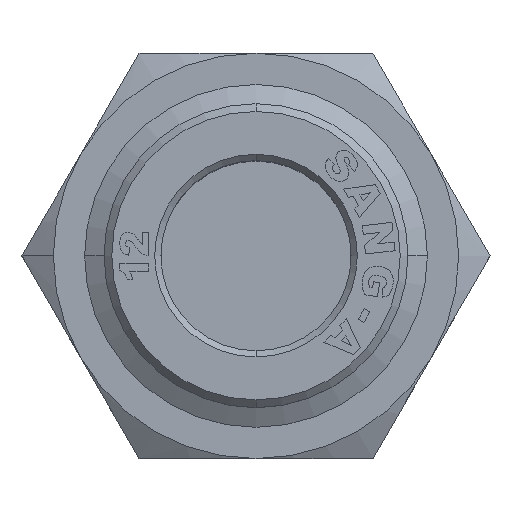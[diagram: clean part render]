
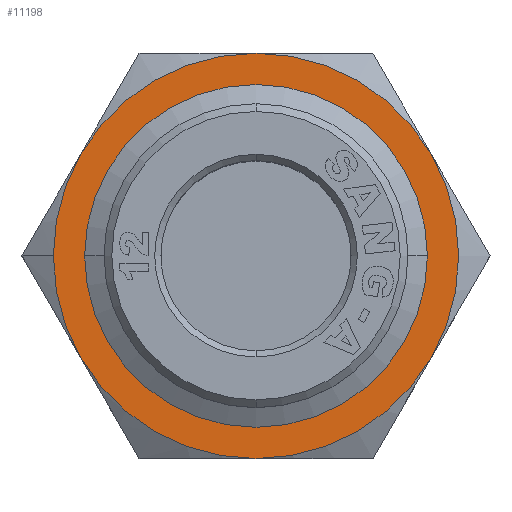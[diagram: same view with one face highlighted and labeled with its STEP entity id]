
A CAD part, top view. The second image highlights one B-rep face of the part: STEP entity #11198.
In plain terms, the highlighted face is planar.
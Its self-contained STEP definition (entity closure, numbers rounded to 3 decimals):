
#40 = ORIENTED_EDGE ( 'NONE', *, *, #10732, .F. ) ;
#49 = EDGE_CURVE ( 'NONE', #10578, #5880, #4801, .T. ) ;
#483 = AXIS2_PLACEMENT_3D ( 'NONE', #7820, #10062, #8998 ) ;
#506 = AXIS2_PLACEMENT_3D ( 'NONE', #12344, #2585, #8038 ) ;
#598 = AXIS2_PLACEMENT_3D ( 'NONE', #12559, #1971, #9429 ) ;
#744 = AXIS2_PLACEMENT_3D ( 'NONE', #10607, #12703, #6295 ) ;
#791 = VERTEX_POINT ( 'NONE', #4652 ) ;
#922 = EDGE_LOOP ( 'NONE', ( #3070, #6549 ) ) ;
#1118 = AXIS2_PLACEMENT_3D ( 'NONE', #3274, #3415, #3457 ) ;
#1176 = ORIENTED_EDGE ( 'NONE', *, *, #13209, .F. ) ;
#1567 = VERTEX_POINT ( 'NONE', #10700 ) ;
#1971 = DIRECTION ( 'NONE',  ( -1., 0., 0. ) ) ;
#1987 = AXIS2_PLACEMENT_3D ( 'NONE', #11383, #13582, #8145 ) ;
#1991 = AXIS2_PLACEMENT_3D ( 'NONE', #4198, #12702, #13805 ) ;
#2387 = AXIS2_PLACEMENT_3D ( 'NONE', #10197, #3775, #7864 ) ;
#2541 = ORIENTED_EDGE ( 'NONE', *, *, #10633, .F. ) ;
#2585 = DIRECTION ( 'NONE',  ( 1., 0., 0. ) ) ;
#2745 = CIRCLE ( 'NONE', #598, 10.993 ) ;
#3009 = CIRCLE ( 'NONE', #506, 13. ) ;
#3070 = ORIENTED_EDGE ( 'NONE', *, *, #7051, .F. ) ;
#3274 = CARTESIAN_POINT ( 'NONE',  ( -17.18, 0., 0. ) ) ;
#3353 = DIRECTION ( 'NONE',  ( 1., 0., 0. ) ) ;
#3415 = DIRECTION ( 'NONE',  ( 1., 0., 0. ) ) ;
#3457 = DIRECTION ( 'NONE',  ( 0., 0., -1. ) ) ;
#3676 = CIRCLE ( 'NONE', #1987, 13. ) ;
#3775 = DIRECTION ( 'NONE',  ( 1., 0., 0. ) ) ;
#3923 = VERTEX_POINT ( 'NONE', #6111 ) ;
#4198 = CARTESIAN_POINT ( 'NONE',  ( -17.18, 0., 0. ) ) ;
#4339 = FACE_OUTER_BOUND ( 'NONE', #9289, .T. ) ;
#4652 = CARTESIAN_POINT ( 'NONE',  ( -17.18, 6.5, 11.258 ) ) ;
#4801 = CIRCLE ( 'NONE', #13930, 13. ) ;
#4968 = DIRECTION ( 'NONE',  ( 0., 0., -1. ) ) ;
#5154 = CARTESIAN_POINT ( 'NONE',  ( -17.18, 0., -13. ) ) ;
#5162 = CARTESIAN_POINT ( 'NONE',  ( -17.18, 0., 0. ) ) ;
#5518 = CARTESIAN_POINT ( 'NONE',  ( -17.18, 0., 10.993 ) ) ;
#5541 = VERTEX_POINT ( 'NONE', #5518 ) ;
#5866 = CIRCLE ( 'NONE', #2387, 13. ) ;
#5880 = VERTEX_POINT ( 'NONE', #9487 ) ;
#6111 = CARTESIAN_POINT ( 'NONE',  ( -17.18, -6.5, 11.258 ) ) ;
#6295 = DIRECTION ( 'NONE',  ( 0., 0., -1. ) ) ;
#6473 = DIRECTION ( 'NONE',  ( 0., 0., -1. ) ) ;
#6549 = ORIENTED_EDGE ( 'NONE', *, *, #12046, .F. ) ;
#6568 = VERTEX_POINT ( 'NONE', #11671 ) ;
#7051 = EDGE_CURVE ( 'NONE', #1567, #5541, #2745, .T. ) ;
#7379 = ORIENTED_EDGE ( 'NONE', *, *, #11731, .F. ) ;
#7442 = CARTESIAN_POINT ( 'NONE',  ( -17.18, -13., 0. ) ) ;
#7820 = CARTESIAN_POINT ( 'NONE',  ( -17.18, 0., 0. ) ) ;
#7864 = DIRECTION ( 'NONE',  ( 0., 0., -1. ) ) ;
#8038 = DIRECTION ( 'NONE',  ( 0., 0., -1. ) ) ;
#8145 = DIRECTION ( 'NONE',  ( 0., 0., -1. ) ) ;
#8591 = CIRCLE ( 'NONE', #1991, 13. ) ;
#8998 = DIRECTION ( 'NONE',  ( 0., 0., -1. ) ) ;
#9271 = CIRCLE ( 'NONE', #744, 10.993 ) ;
#9289 = EDGE_LOOP ( 'NONE', ( #12865, #2541, #1176, #10945, #11562, #7379, #40 ) ) ;
#9429 = DIRECTION ( 'NONE',  ( 0., 0., -1. ) ) ;
#9487 = CARTESIAN_POINT ( 'NONE',  ( -17.18, -6.5, -11.258 ) ) ;
#9972 = CARTESIAN_POINT ( 'NONE',  ( -17.18, 13., 0. ) ) ;
#10062 = DIRECTION ( 'NONE',  ( 1., 0., 0. ) ) ;
#10197 = CARTESIAN_POINT ( 'NONE',  ( -17.18, 0., 0. ) ) ;
#10294 = EDGE_CURVE ( 'NONE', #6568, #13284, #3009, .T. ) ;
#10408 = VERTEX_POINT ( 'NONE', #5154 ) ;
#10489 = DIRECTION ( 'NONE',  ( 1., 0., 0. ) ) ;
#10578 = VERTEX_POINT ( 'NONE', #7442 ) ;
#10607 = CARTESIAN_POINT ( 'NONE',  ( -17.18, 0., 0. ) ) ;
#10633 = EDGE_CURVE ( 'NONE', #10408, #6568, #11756, .T. ) ;
#10694 = CARTESIAN_POINT ( 'NONE',  ( -17.18, 0., 0. ) ) ;
#10700 = CARTESIAN_POINT ( 'NONE',  ( -17.18, 0., -10.993 ) ) ;
#10732 = EDGE_CURVE ( 'NONE', #13284, #791, #5866, .T. ) ;
#10945 = ORIENTED_EDGE ( 'NONE', *, *, #49, .F. ) ;
#11118 = PLANE ( 'NONE',  #483 ) ;
#11198 = ADVANCED_FACE ( 'NONE', ( #11440, #4339 ), #11118, .F. ) ;
#11383 = CARTESIAN_POINT ( 'NONE',  ( -17.18, 0., 0. ) ) ;
#11440 = FACE_BOUND ( 'NONE', #922, .T. ) ;
#11562 = ORIENTED_EDGE ( 'NONE', *, *, #13049, .F. ) ;
#11671 = CARTESIAN_POINT ( 'NONE',  ( -17.18, 6.5, -11.258 ) ) ;
#11731 = EDGE_CURVE ( 'NONE', #791, #3923, #3676, .T. ) ;
#11756 = CIRCLE ( 'NONE', #1118, 13. ) ;
#12046 = EDGE_CURVE ( 'NONE', #5541, #1567, #9271, .T. ) ;
#12344 = CARTESIAN_POINT ( 'NONE',  ( -17.18, 0., 0. ) ) ;
#12559 = CARTESIAN_POINT ( 'NONE',  ( -17.18, 0., 0. ) ) ;
#12702 = DIRECTION ( 'NONE',  ( 1., 0., 0. ) ) ;
#12703 = DIRECTION ( 'NONE',  ( -1., 0., 0. ) ) ;
#12865 = ORIENTED_EDGE ( 'NONE', *, *, #10294, .F. ) ;
#13049 = EDGE_CURVE ( 'NONE', #3923, #10578, #8591, .T. ) ;
#13209 = EDGE_CURVE ( 'NONE', #5880, #10408, #13320, .T. ) ;
#13284 = VERTEX_POINT ( 'NONE', #9972 ) ;
#13320 = CIRCLE ( 'NONE', #13542, 13. ) ;
#13542 = AXIS2_PLACEMENT_3D ( 'NONE', #10694, #3353, #6473 ) ;
#13582 = DIRECTION ( 'NONE',  ( 1., 0., 0. ) ) ;
#13805 = DIRECTION ( 'NONE',  ( 0., 0., -1. ) ) ;
#13930 = AXIS2_PLACEMENT_3D ( 'NONE', #5162, #10489, #4968 ) ;
